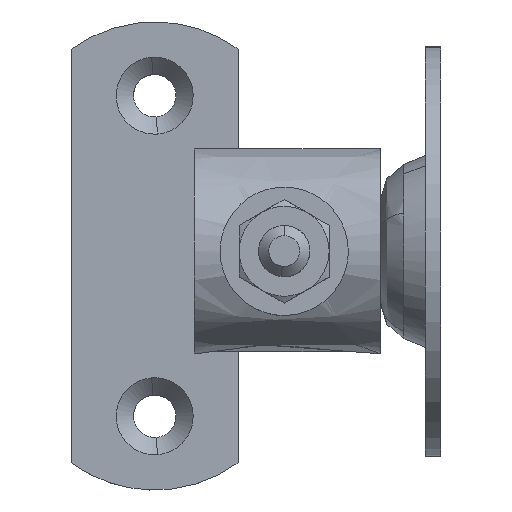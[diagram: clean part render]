
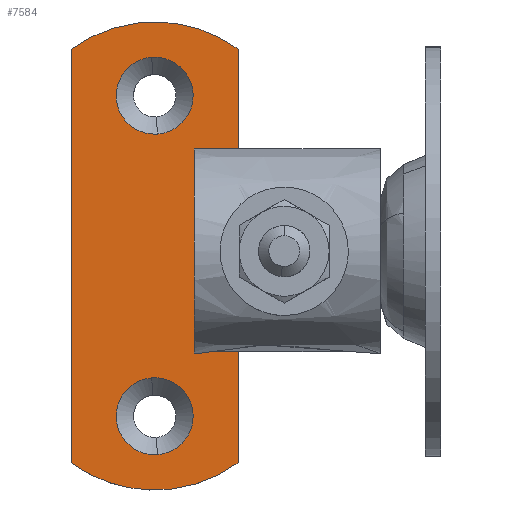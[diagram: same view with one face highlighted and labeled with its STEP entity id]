
A CAD part, top view. The second image highlights one B-rep face of the part: STEP entity #7584.
In plain terms, the highlighted free-form (B-spline) face has degree [1, 1] with [2, 2] control points.
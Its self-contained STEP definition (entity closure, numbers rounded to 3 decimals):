
#6691=CARTESIAN_POINT('',(-0.235,15.491,1.6));
#6692=VERTEX_POINT('',#6691);
#6698=CARTESIAN_POINT('',(-3.0,12.5,1.6));
#6699=VERTEX_POINT('',#6698);
#6700=CARTESIAN_POINT('',(-3.0,12.5,1.6));
#6701=CARTESIAN_POINT('',(-3.0,15.273,1.6));
#6702=CARTESIAN_POINT('',(-0.235,15.491,1.6));
#6710=(BOUNDED_CURVE()B_SPLINE_CURVE(2,(#6700,#6701,#6702),.UNSPECIFIED.,.F.,.U.)B_SPLINE_CURVE_WITH_KNOTS((3,3),(0.0,0.236),.UNSPECIFIED.)CURVE()GEOMETRIC_REPRESENTATION_ITEM()RATIONAL_B_SPLINE_CURVE((1.0,0.723,0.97))REPRESENTATION_ITEM(''));
#6711=EDGE_CURVE('',#6699,#6692,#6710,.T.);
#6713=CARTESIAN_POINT('',(0.235,9.509,1.6));
#6714=VERTEX_POINT('',#6713);
#6715=CARTESIAN_POINT('',(0.235,9.509,1.6));
#6716=CARTESIAN_POINT('',(0.118,9.5,1.6));
#6717=CARTESIAN_POINT('',(0.0,9.5,1.6));
#6718=CARTESIAN_POINT('',(-3.0,9.5,1.6));
#6719=CARTESIAN_POINT('',(-3.0,12.5,1.6));
#6727=(BOUNDED_CURVE()B_SPLINE_CURVE(2,(#6715,#6716,#6717,#6718,#6719),.UNSPECIFIED.,.F.,.U.)B_SPLINE_CURVE_WITH_KNOTS((3,2,3),(0.736,0.75,1.0),.UNSPECIFIED.)CURVE()GEOMETRIC_REPRESENTATION_ITEM()RATIONAL_B_SPLINE_CURVE((0.97,0.984,1.0,0.707,1.0))REPRESENTATION_ITEM(''));
#6728=EDGE_CURVE('',#6714,#6699,#6727,.T.);
#6765=CARTESIAN_POINT('',(3.0,12.5,1.6));
#6766=VERTEX_POINT('',#6765);
#6767=CARTESIAN_POINT('',(3.0,12.5,1.6));
#6768=CARTESIAN_POINT('',(3.,9.727,1.6));
#6769=CARTESIAN_POINT('',(0.235,9.509,1.6));
#6777=(BOUNDED_CURVE()B_SPLINE_CURVE(2,(#6767,#6768,#6769),.UNSPECIFIED.,.F.,.U.)B_SPLINE_CURVE_WITH_KNOTS((3,3),(0.5,0.736),.UNSPECIFIED.)CURVE()GEOMETRIC_REPRESENTATION_ITEM()RATIONAL_B_SPLINE_CURVE((1.0,0.723,0.97))REPRESENTATION_ITEM(''));
#6778=EDGE_CURVE('',#6766,#6714,#6777,.T.);
#6780=CARTESIAN_POINT('',(-0.235,15.491,1.6));
#6781=CARTESIAN_POINT('',(-0.118,15.5,1.6));
#6782=CARTESIAN_POINT('',(0.0,15.5,1.6));
#6783=CARTESIAN_POINT('',(3.0,15.5,1.6));
#6784=CARTESIAN_POINT('',(3.0,12.5,1.6));
#6792=(BOUNDED_CURVE()B_SPLINE_CURVE(2,(#6780,#6781,#6782,#6783,#6784),.UNSPECIFIED.,.F.,.U.)B_SPLINE_CURVE_WITH_KNOTS((3,2,3),(0.236,0.25,0.5),.UNSPECIFIED.)CURVE()GEOMETRIC_REPRESENTATION_ITEM()RATIONAL_B_SPLINE_CURVE((0.97,0.984,1.0,0.707,1.0))REPRESENTATION_ITEM(''));
#6793=EDGE_CURVE('',#6692,#6766,#6792,.T.);
#7019=CARTESIAN_POINT('',(-0.235,-9.509,1.6));
#7020=VERTEX_POINT('',#7019);
#7026=CARTESIAN_POINT('',(-3.0,-12.5,1.6));
#7027=VERTEX_POINT('',#7026);
#7028=CARTESIAN_POINT('',(-3.0,-12.5,1.6));
#7029=CARTESIAN_POINT('',(-3.0,-9.727,1.6));
#7030=CARTESIAN_POINT('',(-0.235,-9.509,1.6));
#7038=(BOUNDED_CURVE()B_SPLINE_CURVE(2,(#7028,#7029,#7030),.UNSPECIFIED.,.F.,.U.)B_SPLINE_CURVE_WITH_KNOTS((3,3),(0.0,0.236),.UNSPECIFIED.)CURVE()GEOMETRIC_REPRESENTATION_ITEM()RATIONAL_B_SPLINE_CURVE((1.0,0.723,0.97))REPRESENTATION_ITEM(''));
#7039=EDGE_CURVE('',#7027,#7020,#7038,.T.);
#7041=CARTESIAN_POINT('',(0.235,-15.491,1.6));
#7042=VERTEX_POINT('',#7041);
#7043=CARTESIAN_POINT('',(0.235,-15.491,1.6));
#7044=CARTESIAN_POINT('',(0.118,-15.5,1.6));
#7045=CARTESIAN_POINT('',(0.0,-15.5,1.6));
#7046=CARTESIAN_POINT('',(-3.0,-15.5,1.6));
#7047=CARTESIAN_POINT('',(-3.0,-12.5,1.6));
#7055=(BOUNDED_CURVE()B_SPLINE_CURVE(2,(#7043,#7044,#7045,#7046,#7047),.UNSPECIFIED.,.F.,.U.)B_SPLINE_CURVE_WITH_KNOTS((3,2,3),(0.736,0.75,1.0),.UNSPECIFIED.)CURVE()GEOMETRIC_REPRESENTATION_ITEM()RATIONAL_B_SPLINE_CURVE((0.97,0.984,1.0,0.707,1.0))REPRESENTATION_ITEM(''));
#7056=EDGE_CURVE('',#7042,#7027,#7055,.T.);
#7093=CARTESIAN_POINT('',(3.0,-12.5,1.6));
#7094=VERTEX_POINT('',#7093);
#7095=CARTESIAN_POINT('',(3.0,-12.5,1.6));
#7096=CARTESIAN_POINT('',(3.,-15.273,1.6));
#7097=CARTESIAN_POINT('',(0.235,-15.491,1.6));
#7105=(BOUNDED_CURVE()B_SPLINE_CURVE(2,(#7095,#7096,#7097),.UNSPECIFIED.,.F.,.U.)B_SPLINE_CURVE_WITH_KNOTS((3,3),(0.5,0.736),.UNSPECIFIED.)CURVE()GEOMETRIC_REPRESENTATION_ITEM()RATIONAL_B_SPLINE_CURVE((1.0,0.723,0.97))REPRESENTATION_ITEM(''));
#7106=EDGE_CURVE('',#7094,#7042,#7105,.T.);
#7108=CARTESIAN_POINT('',(-0.235,-9.509,1.6));
#7109=CARTESIAN_POINT('',(-0.118,-9.5,1.6));
#7110=CARTESIAN_POINT('',(0.0,-9.5,1.6));
#7111=CARTESIAN_POINT('',(3.0,-9.5,1.6));
#7112=CARTESIAN_POINT('',(3.0,-12.5,1.6));
#7120=(BOUNDED_CURVE()B_SPLINE_CURVE(2,(#7108,#7109,#7110,#7111,#7112),.UNSPECIFIED.,.F.,.U.)B_SPLINE_CURVE_WITH_KNOTS((3,2,3),(0.236,0.25,0.5),.UNSPECIFIED.)CURVE()GEOMETRIC_REPRESENTATION_ITEM()RATIONAL_B_SPLINE_CURVE((0.97,0.984,1.0,0.707,1.0))REPRESENTATION_ITEM(''));
#7121=EDGE_CURVE('',#7020,#7094,#7120,.T.);
#7195=CARTESIAN_POINT('',(6.5,6.5,1.6));
#7196=VERTEX_POINT('',#7195);
#7202=CARTESIAN_POINT('',(6.5,-6.5,1.6));
#7203=VERTEX_POINT('',#7202);
#7204=CARTESIAN_POINT('',(6.5,6.5,1.6));
#7205=CARTESIAN_POINT('',(6.5,-6.5,1.6));
#7206=QUASI_UNIFORM_CURVE('',1,(#7204,#7205),.UNSPECIFIED.,.F.,.U.);
#7207=EDGE_CURVE('',#7196,#7203,#7206,.T.);
#7382=CARTESIAN_POINT('',(-6.5,16.124,1.6));
#7383=VERTEX_POINT('',#7382);
#7389=CARTESIAN_POINT('',(6.5,16.124,1.6));
#7390=VERTEX_POINT('',#7389);
#7391=CARTESIAN_POINT('',(-6.5,16.124,1.6));
#7392=CARTESIAN_POINT('',(0.,20.885,1.6));
#7393=CARTESIAN_POINT('',(6.5,16.124,1.6));
#7401=(BOUNDED_CURVE()B_SPLINE_CURVE(2,(#7391,#7392,#7393),.UNSPECIFIED.,.F.,.U.)CURVE()GEOMETRIC_REPRESENTATION_ITEM()QUASI_UNIFORM_CURVE()RATIONAL_B_SPLINE_CURVE((1.0,0.807,1.0))REPRESENTATION_ITEM(''));
#7402=EDGE_CURVE('',#7383,#7390,#7401,.T.);
#7424=CARTESIAN_POINT('',(-6.5,-16.124,1.6));
#7425=VERTEX_POINT('',#7424);
#7431=CARTESIAN_POINT('',(-6.5,-16.124,1.6));
#7432=CARTESIAN_POINT('',(-6.5,16.124,1.6));
#7433=QUASI_UNIFORM_CURVE('',1,(#7431,#7432),.UNSPECIFIED.,.F.,.U.);
#7434=EDGE_CURVE('',#7425,#7383,#7433,.T.);
#7469=CARTESIAN_POINT('',(6.5,-16.124,1.6));
#7470=VERTEX_POINT('',#7469);
#7476=CARTESIAN_POINT('',(6.5,-16.124,1.6));
#7477=CARTESIAN_POINT('',(0.,-20.885,1.6));
#7478=CARTESIAN_POINT('',(-6.5,-16.124,1.6));
#7486=(BOUNDED_CURVE()B_SPLINE_CURVE(2,(#7476,#7477,#7478),.UNSPECIFIED.,.F.,.U.)CURVE()GEOMETRIC_REPRESENTATION_ITEM()QUASI_UNIFORM_CURVE()RATIONAL_B_SPLINE_CURVE((1.0,0.807,1.0))REPRESENTATION_ITEM(''));
#7487=EDGE_CURVE('',#7470,#7425,#7486,.T.);
#7504=CARTESIAN_POINT('',(6.5,-6.5,1.6));
#7505=CARTESIAN_POINT('',(6.5,-16.124,1.6));
#7506=QUASI_UNIFORM_CURVE('',1,(#7504,#7505),.UNSPECIFIED.,.F.,.U.);
#7507=EDGE_CURVE('',#7203,#7470,#7506,.T.);
#7518=CARTESIAN_POINT('',(6.5,16.124,1.6));
#7519=CARTESIAN_POINT('',(6.5,6.5,1.6));
#7520=QUASI_UNIFORM_CURVE('',1,(#7518,#7519),.UNSPECIFIED.,.F.,.U.);
#7521=EDGE_CURVE('',#7390,#7196,#7520,.T.);
#7559=CARTESIAN_POINT('',(-7.149,-20.073,1.6));
#7560=CARTESIAN_POINT('',(7.149,-20.073,1.6));
#7561=CARTESIAN_POINT('',(-7.149,20.073,1.6));
#7562=CARTESIAN_POINT('',(7.149,20.073,1.6));
#7563=B_SPLINE_SURFACE_WITH_KNOTS('',1,1,((#7559,#7561),(#7560,#7562)),.UNSPECIFIED.,.F.,.F.,.U.,(2,2),(2,2),(0.0,14.299),(0.0,40.146),.UNSPECIFIED.);
#7564=ORIENTED_EDGE('',*,*,#7487,.F.);
#7565=ORIENTED_EDGE('',*,*,#7507,.F.);
#7566=ORIENTED_EDGE('',*,*,#7207,.F.);
#7567=ORIENTED_EDGE('',*,*,#7521,.F.);
#7568=ORIENTED_EDGE('',*,*,#7402,.F.);
#7569=ORIENTED_EDGE('',*,*,#7434,.F.);
#7570=EDGE_LOOP('',(#7564,#7565,#7566,#7567,#7568,#7569));
#7571=FACE_OUTER_BOUND('',#7570,.T.);
#7572=ORIENTED_EDGE('',*,*,#7106,.T.);
#7573=ORIENTED_EDGE('',*,*,#7056,.T.);
#7574=ORIENTED_EDGE('',*,*,#7039,.T.);
#7575=ORIENTED_EDGE('',*,*,#7121,.T.);
#7576=EDGE_LOOP('',(#7572,#7573,#7574,#7575));
#7577=FACE_BOUND('',#7576,.T.);
#7578=ORIENTED_EDGE('',*,*,#6778,.T.);
#7579=ORIENTED_EDGE('',*,*,#6728,.T.);
#7580=ORIENTED_EDGE('',*,*,#6711,.T.);
#7581=ORIENTED_EDGE('',*,*,#6793,.T.);
#7582=EDGE_LOOP('',(#7578,#7579,#7580,#7581));
#7583=FACE_BOUND('',#7582,.T.);
#7584=ADVANCED_FACE('',(#7571,#7577,#7583),#7563,.T.);
